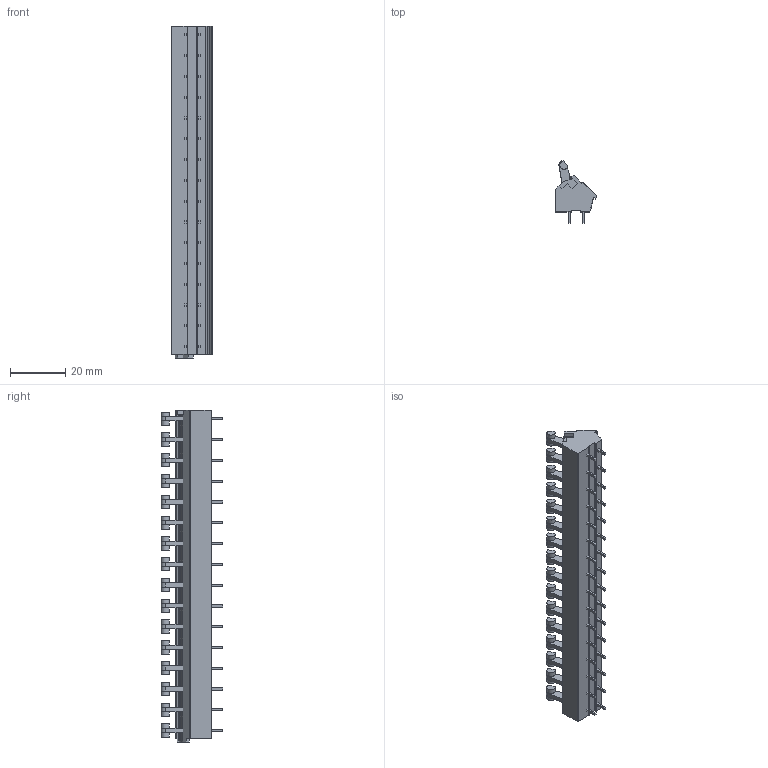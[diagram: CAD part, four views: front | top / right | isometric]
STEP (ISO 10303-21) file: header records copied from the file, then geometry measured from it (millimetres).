
FILE_DESCRIPTION((''),'2;1');
FILE_NAME('123','2024-10-15T10:34:02',('tluser'),(''),'CREO PARAMETRIC BY PTC INC, 2018100','CREO PARAMETRIC BY PTC INC, 2018100','');
FILE_SCHEMA(('CONFIG_CONTROL_DESIGN'));
Length unit declared in the file: millimetre
Products named in the file (1): 123
Bounding box: 15 x 22.27 x 119.8 mm (x, y, z)
Volume: 16339 mm3; surface area: 8845.2 mm2
Topology: 1 solids, 1 shells, 1216 faces, 3034 edges, 1868 vertices
Faces by surface type: plane 545, cylinder 511, bspline 80, sphere 32, torus 32, cone 16
Entity records: 43146 total; most frequent: CARTESIAN_POINT 14486, ORIENTED_EDGE 6068, DIRECTION 5848, EDGE_CURVE 3034, AXIS2_PLACEMENT_3D 1966, VECTOR 1916, LINE 1916, VERTEX_POINT 1868
